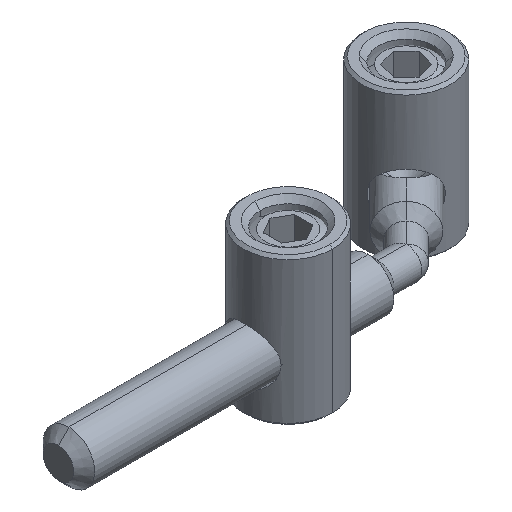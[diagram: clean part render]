
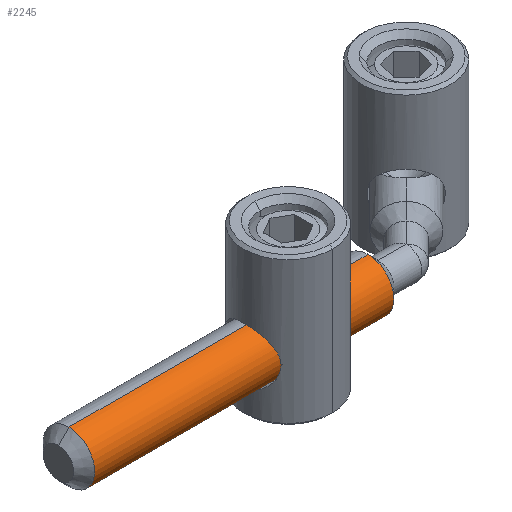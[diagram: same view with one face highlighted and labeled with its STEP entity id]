
A CAD part, isometric view. The second image highlights one B-rep face of the part: STEP entity #2245.
In plain terms, the highlighted cylindrical face has radius 4.9 mm (diameter 9.8 mm), a partial arc.
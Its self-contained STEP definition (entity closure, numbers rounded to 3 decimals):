
#27 = CARTESIAN_POINT ( 'NONE',  ( -23.9, -2.066, 4.446 ) ) ;
#81 = CARTESIAN_POINT ( 'NONE',  ( -15.665, -3.427, 3.505 ) ) ;
#85 = DIRECTION ( 'NONE',  ( 0., 0., -1. ) ) ;
#100 = CARTESIAN_POINT ( 'NONE',  ( -7.25, 0., 0. ) ) ;
#132 = CIRCLE ( 'NONE', #1706, 4.9 ) ;
#139 = DIRECTION ( 'NONE',  ( -1., 0., 0. ) ) ;
#218 = CARTESIAN_POINT ( 'NONE',  ( -66.25, 0., -4.9 ) ) ;
#242 = ORIENTED_EDGE ( 'NONE', *, *, #3008, .T. ) ;
#347 = CARTESIAN_POINT ( 'NONE',  ( -24.454, -1.256, 4.739 ) ) ;
#349 = CARTESIAN_POINT ( 'NONE',  ( -13.289, -1.672, 4.609 ) ) ;
#361 = CARTESIAN_POINT ( 'NONE',  ( -21.891, -3.407, 3.525 ) ) ;
#362 = CARTESIAN_POINT ( 'NONE',  ( -13.023, -1.211, 4.751 ) ) ;
#377 = CARTESIAN_POINT ( 'NONE',  ( -14.715, -2.979, 3.901 ) ) ;
#415 = LINE ( 'NONE', #3456, #3013 ) ;
#421 = LINE ( 'NONE', #218, #3525 ) ;
#431 = DIRECTION ( 'NONE',  ( -1., 0., 0. ) ) ;
#458 = CIRCLE ( 'NONE', #973, 4.9 ) ;
#694 = CARTESIAN_POINT ( 'NONE',  ( -18.473, -3.971, 2.871 ) ) ;
#712 = DIRECTION ( 'NONE',  ( 0., 0., -1. ) ) ;
#806 = DIRECTION ( 'NONE',  ( -1., 0., 0. ) ) ;
#867 = EDGE_LOOP ( 'NONE', ( #3342, #242, #3743, #2486, #3125, #2026, #2512 ) ) ;
#900 = CARTESIAN_POINT ( 'NONE',  ( -64.25, 0., -4.9 ) ) ;
#931 = CARTESIAN_POINT ( 'NONE',  ( -24.018, -1.928, 4.507 ) ) ;
#932 = CARTESIAN_POINT ( 'NONE',  ( -12.75, -0.173, 4.9 ) ) ;
#947 = CARTESIAN_POINT ( 'NONE',  ( -24.75, -0.156, 4.9 ) ) ;
#958 = CARTESIAN_POINT ( 'NONE',  ( -23.059, -2.803, 4.029 ) ) ;
#959 = CARTESIAN_POINT ( 'NONE',  ( -14.213, -2.626, 4.139 ) ) ;
#971 = VERTEX_POINT ( 'NONE', #2218 ) ;
#973 = AXIS2_PLACEMENT_3D ( 'NONE', #100, #1000, #85 ) ;
#974 = CARTESIAN_POINT ( 'NONE',  ( -13.391, -1.811, 4.555 ) ) ;
#1000 = DIRECTION ( 'NONE',  ( -1., 0., 0. ) ) ;
#1100 = EDGE_CURVE ( 'NONE', #3163, #1987, #2752, .T. ) ;
#1111 = VERTEX_POINT ( 'NONE', #900 ) ;
#1236 = CARTESIAN_POINT ( 'NONE',  ( -24.523, -1.107, 4.776 ) ) ;
#1252 = CARTESIAN_POINT ( 'NONE',  ( -19.061, -3.971, 2.871 ) ) ;
#1299 = CARTESIAN_POINT ( 'NONE',  ( -16.74, -3.755, 3.149 ) ) ;
#1354 = VECTOR ( 'NONE', #3127, 1000. ) ;
#1414 = CARTESIAN_POINT ( 'NONE',  ( -12.75, 0., 4.9 ) ) ;
#1450 = LINE ( 'NONE', #1891, #1354 ) ;
#1475 = CARTESIAN_POINT ( 'NONE',  ( -7.25, 0., 4.9 ) ) ;
#1525 = CARTESIAN_POINT ( 'NONE',  ( -20.991, -3.7, 3.214 ) ) ;
#1538 = CARTESIAN_POINT ( 'NONE',  ( -20.031, -3.889, 2.982 ) ) ;
#1564 = CARTESIAN_POINT ( 'NONE',  ( -23.64, -2.329, 4.314 ) ) ;
#1578 = CARTESIAN_POINT ( 'NONE',  ( -12.767, -0.35, 4.891 ) ) ;
#1635 = CARTESIAN_POINT ( 'NONE',  ( -18.75, -3.971, 2.871 ) ) ;
#1706 = AXIS2_PLACEMENT_3D ( 'NONE', #3408, #3153, #712 ) ;
#1712 = FACE_OUTER_BOUND ( 'NONE', #867, .T. ) ;
#1773 = CARTESIAN_POINT ( 'NONE',  ( -24.75, 0., 4.9 ) ) ;
#1799 = B_SPLINE_CURVE_WITH_KNOTS ( 'NONE', 3,
 ( #2742, #932, #1578, #1856, #2177, #362, #2140, #349, #974, #2468, #3084, #2767, #959, #377, #3390, #81, #1930, #3135, #1299, #2526, #3444, #3122, #694, #1635 ),
 .UNSPECIFIED., .F., .F.,
 ( 4, 2, 2, 2, 2, 2, 2, 2, 2, 2, 2, 4 ),
 ( 7.819, 8.338, 8.857, 9.375, 9.894, 10.499, 11.105, 12.315, 13.146, 13.977, 14.808, 15.639 ),
 .UNSPECIFIED. ) ;
#1840 = CARTESIAN_POINT ( 'NONE',  ( -23.5, -2.454, 4.244 ) ) ;
#1855 = CARTESIAN_POINT ( 'NONE',  ( -24.213, -1.667, 4.61 ) ) ;
#1856 = CARTESIAN_POINT ( 'NONE',  ( -12.836, -0.702, 4.853 ) ) ;
#1884 = AXIS2_PLACEMENT_3D ( 'NONE', #1901, #431, #3427 ) ;
#1891 = CARTESIAN_POINT ( 'NONE',  ( -66.25, 0., 4.9 ) ) ;
#1898 = VERTEX_POINT ( 'NONE', #1414 ) ;
#1901 = CARTESIAN_POINT ( 'NONE',  ( -66.25, 0., 0. ) ) ;
#1930 = CARTESIAN_POINT ( 'NONE',  ( -15.921, -3.522, 3.409 ) ) ;
#1987 = VERTEX_POINT ( 'NONE', #1773 ) ;
#2026 = ORIENTED_EDGE ( 'NONE', *, *, #2920, .T. ) ;
#2139 = CARTESIAN_POINT ( 'NONE',  ( -18.75, -3.971, 2.871 ) ) ;
#2140 = CARTESIAN_POINT ( 'NONE',  ( -13.105, -1.372, 4.707 ) ) ;
#2177 = CARTESIAN_POINT ( 'NONE',  ( -12.889, -0.877, 4.824 ) ) ;
#2218 = CARTESIAN_POINT ( 'NONE',  ( -7.25, 0., -4.9 ) ) ;
#2245 = ADVANCED_FACE ( 'NONE', ( #1712 ), #3833, .T. ) ;
#2465 = CARTESIAN_POINT ( 'NONE',  ( -22.172, -3.288, 3.637 ) ) ;
#2468 = CARTESIAN_POINT ( 'NONE',  ( -13.618, -2.085, 4.437 ) ) ;
#2486 = ORIENTED_EDGE ( 'NONE', *, *, #1100, .T. ) ;
#2512 = ORIENTED_EDGE ( 'NONE', *, *, #3252, .F. ) ;
#2526 = CARTESIAN_POINT ( 'NONE',  ( -17.313, -3.865, 3.014 ) ) ;
#2636 = EDGE_CURVE ( 'NONE', #1898, #3163, #1799, .T. ) ;
#2714 = CARTESIAN_POINT ( 'NONE',  ( -20.356, -3.838, 3.048 ) ) ;
#2742 = CARTESIAN_POINT ( 'NONE',  ( -12.75, 0., 4.9 ) ) ;
#2747 = VERTEX_POINT ( 'NONE', #3035 ) ;
#2752 = B_SPLINE_CURVE_WITH_KNOTS ( 'NONE', 3,
 ( #2139, #1252, #3366, #1538, #2714, #1525, #3326, #361, #2465, #3059, #958, #1840, #1564, #27, #931, #1855, #3683, #347, #1236, #3046, #3353, #3021, #947, #3668 ),
 .UNSPECIFIED., .F., .F.,
 ( 4, 2, 2, 2, 2, 2, 2, 2, 2, 2, 2, 4 ),
 ( 15.639, 16.572, 17.506, 18.439, 19.372, 20.479, 21.033, 21.586, 22.055, 22.524, 22.992, 23.461 ),
 .UNSPECIFIED. ) ;
#2767 = CARTESIAN_POINT ( 'NONE',  ( -14.052, -2.499, 4.218 ) ) ;
#2920 = EDGE_CURVE ( 'NONE', #2747, #1111, #132, .T. ) ;
#2977 = EDGE_CURVE ( 'NONE', #971, #3358, #458, .T. ) ;
#3008 = EDGE_CURVE ( 'NONE', #3358, #1898, #1450, .T. ) ;
#3013 = VECTOR ( 'NONE', #139, 1000. ) ;
#3021 = CARTESIAN_POINT ( 'NONE',  ( -24.736, -0.317, 4.892 ) ) ;
#3035 = CARTESIAN_POINT ( 'NONE',  ( -64.25, 0., 4.9 ) ) ;
#3046 = CARTESIAN_POINT ( 'NONE',  ( -24.635, -0.798, 4.837 ) ) ;
#3059 = CARTESIAN_POINT ( 'NONE',  ( -22.738, -3., 3.88 ) ) ;
#3084 = CARTESIAN_POINT ( 'NONE',  ( -13.755, -2.229, 4.367 ) ) ;
#3122 = CARTESIAN_POINT ( 'NONE',  ( -18.185, -3.959, 2.888 ) ) ;
#3125 = ORIENTED_EDGE ( 'NONE', *, *, #3742, .T. ) ;
#3127 = DIRECTION ( 'NONE',  ( -1., 0., 0. ) ) ;
#3135 = CARTESIAN_POINT ( 'NONE',  ( -16.459, -3.686, 3.231 ) ) ;
#3153 = DIRECTION ( 'NONE',  ( 1., 0., 0. ) ) ;
#3163 = VERTEX_POINT ( 'NONE', #3863 ) ;
#3252 = EDGE_CURVE ( 'NONE', #971, #1111, #421, .T. ) ;
#3326 = CARTESIAN_POINT ( 'NONE',  ( -21.301, -3.613, 3.313 ) ) ;
#3342 = ORIENTED_EDGE ( 'NONE', *, *, #2977, .T. ) ;
#3353 = CARTESIAN_POINT ( 'NONE',  ( -24.679, -0.638, 4.861 ) ) ;
#3358 = VERTEX_POINT ( 'NONE', #1475 ) ;
#3366 = CARTESIAN_POINT ( 'NONE',  ( -19.384, -3.955, 2.893 ) ) ;
#3390 = CARTESIAN_POINT ( 'NONE',  ( -15.079, -3.173, 3.74 ) ) ;
#3408 = CARTESIAN_POINT ( 'NONE',  ( -64.25, 0., 0. ) ) ;
#3427 = DIRECTION ( 'NONE',  ( 0., 0., -1. ) ) ;
#3444 = CARTESIAN_POINT ( 'NONE',  ( -17.605, -3.905, 2.96 ) ) ;
#3456 = CARTESIAN_POINT ( 'NONE',  ( -66.25, 0., 4.9 ) ) ;
#3525 = VECTOR ( 'NONE', #806, 1000. ) ;
#3668 = CARTESIAN_POINT ( 'NONE',  ( -24.75, 0., 4.9 ) ) ;
#3683 = CARTESIAN_POINT ( 'NONE',  ( -24.299, -1.536, 4.655 ) ) ;
#3742 = EDGE_CURVE ( 'NONE', #1987, #2747, #415, .T. ) ;
#3743 = ORIENTED_EDGE ( 'NONE', *, *, #2636, .T. ) ;
#3833 = CYLINDRICAL_SURFACE ( 'NONE', #1884, 4.9 ) ;
#3863 = CARTESIAN_POINT ( 'NONE',  ( -18.75, -3.971, 2.871 ) ) ;
